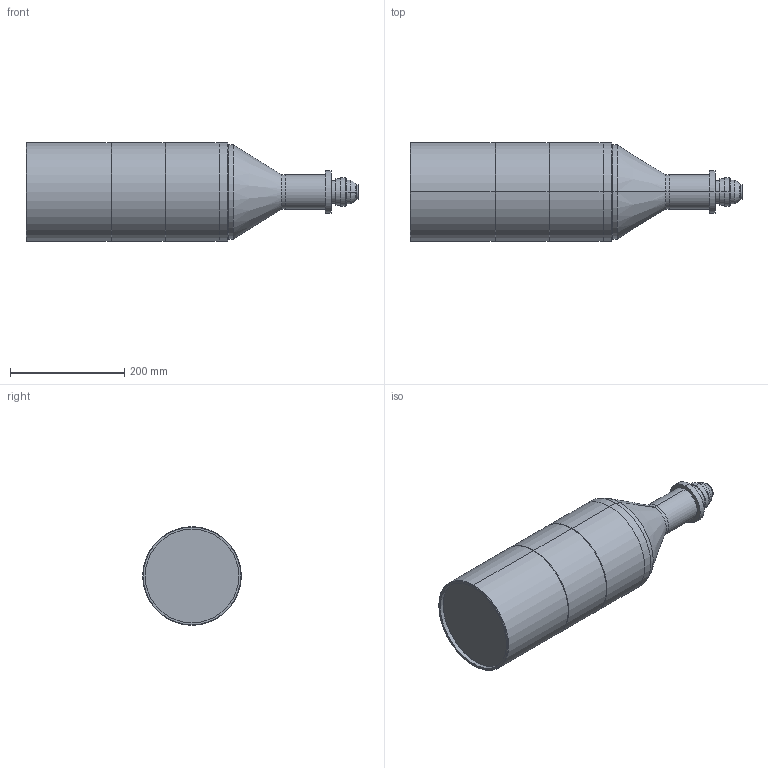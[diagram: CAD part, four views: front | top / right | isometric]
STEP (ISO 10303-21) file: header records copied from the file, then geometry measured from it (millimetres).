
FILE_DESCRIPTION (( 'STEP AP203' ), '1' );
FILE_NAME ('S5LPJ1823_01.STEP', '2016-02-10T06:44:46', ( 'poweredge' ), ( 'Hewlett-Packard Company' ), 'SwSTEP 2.0', 'SolidWorks 2015', '' );
FILE_SCHEMA (( 'CONFIG_CONTROL_DESIGN' ));
Length unit declared in the file: millimetre
Products named in the file (1): S5LPJ1823_01
Bounding box: 581.74 x 173 x 173 mm (x, y, z)
Volume: 9588547.1 mm3; surface area: 293876.9 mm2
Topology: 1 solids, 1 shells, 81 faces, 160 edges, 96 vertices
Faces by surface type: cylinder 38, plane 17, cone 16, torus 10
Entity records: 2181 total; most frequent: DIRECTION 430, CARTESIAN_POINT 338, ORIENTED_EDGE 320, AXIS2_PLACEMENT_3D 188, EDGE_CURVE 160, CIRCLE 106, EDGE_LOOP 96, VERTEX_POINT 96
